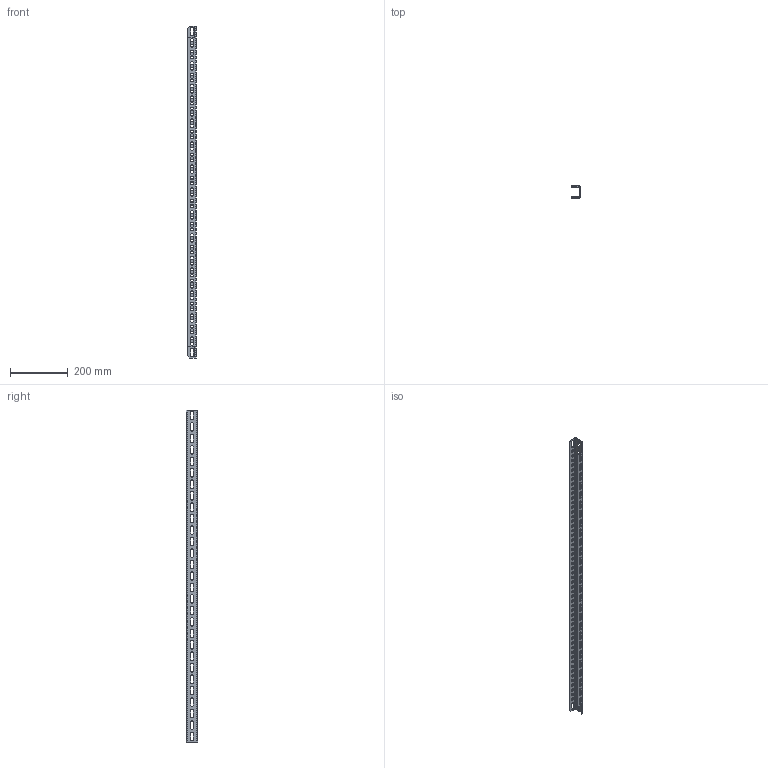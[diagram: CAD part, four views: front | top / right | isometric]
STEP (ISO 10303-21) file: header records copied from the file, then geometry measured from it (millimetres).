
FILE_DESCRIPTION(('STEP AP242'),'1');
FILE_NAME('nsymdvr12.stp','2018-12-05T14:47:46',('TraceParts'),('TraceParts S.A.'),'Spatial InterOp 3D',' ',' ');
FILE_SCHEMA(('AP242_MANAGED_MODEL_BASED_3D_ENGINEERING_MIM_LF {1 0 10303 442 1 1 4}'));
Length unit declared in the file: millimetre
Products named in the file (1): nsymdvr12
Bounding box: 30 x 40 x 1152.4 mm (x, y, z)
Volume: 170834.5 mm3; surface area: 187478.6 mm2
Topology: 1 solids, 1 shells, 422 faces, 1260 edges, 840 vertices
Faces by surface type: cylinder 290, plane 132
Entity records: 14927 total; most frequent: DIRECTION 2686, CARTESIAN_POINT 2523, ORIENTED_EDGE 2520, EDGE_CURVE 1260, AXIS2_PLACEMENT_3D 1003, VERTEX_POINT 840, LINE 680, VECTOR 680
